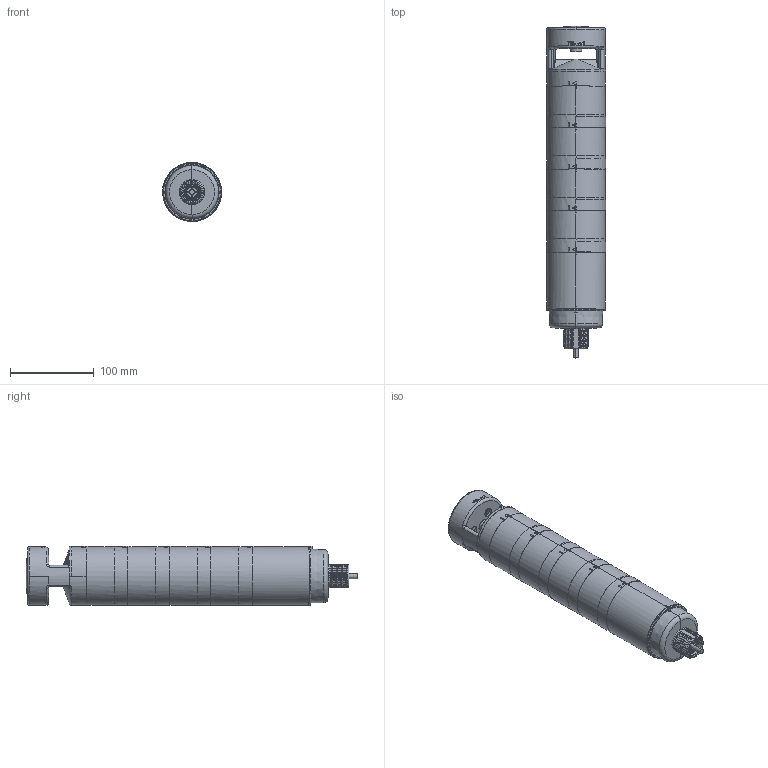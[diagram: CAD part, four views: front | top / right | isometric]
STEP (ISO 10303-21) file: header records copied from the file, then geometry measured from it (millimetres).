
FILE_DESCRIPTION((''),'2;1');
FILE_NAME('191432_ASM','2016-02-25T',('pdmadmin'),(''),'PRO/ENGINEER BY PARAMETRIC TECHNOLOGY CORPORATION, 2013230','PRO/ENGINEER BY PARAMETRIC TECHNOLOGY CORPORATION, 2013230','');
FILE_SCHEMA(('CONFIG_CONTROL_DESIGN'));
Length unit declared in the file: millimetre
Products named in the file (9): 180077; 190540; 183492; 183493; 180306; 180308; 62676; CABLE_592; 191432_ASM
Assembly tree (14 placements, depth 2):
  191432_ASM
    180077
    190540
    183492  x4
    183493  x4
    180306
    180308
    62676
    CABLE_592
Bounding box: 71 x 397.31 x 71.25 mm (x, y, z)
Volume: 353447.4 mm3; surface area: 249720.8 mm2
Topology: 14 solids, 19 shells, 3748 faces, 8997 edges, 5310 vertices
Faces by surface type: bspline 1194, cylinder 952, plane 658, torus 388, cone 328, sphere 206, extrusion 22
Entity records: 109914 total; most frequent: CARTESIAN_POINT 68525, ORIENTED_EDGE 9502, DIRECTION 7396, EDGE_CURVE 4755, AXIS2_PLACEMENT_3D 3076, VERTEX_POINT 2835, EDGE_LOOP 2072, FACE_OUTER_BOUND 1975
